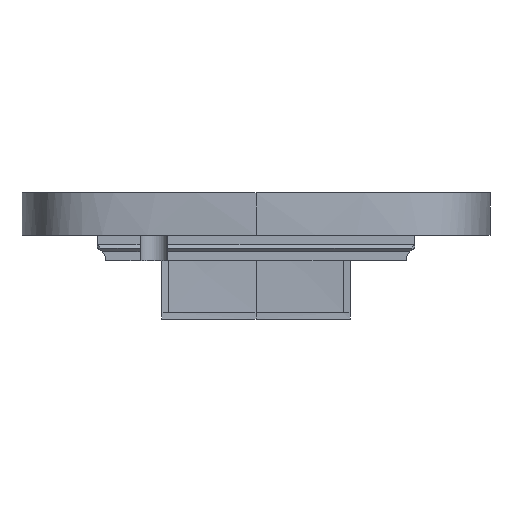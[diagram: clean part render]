
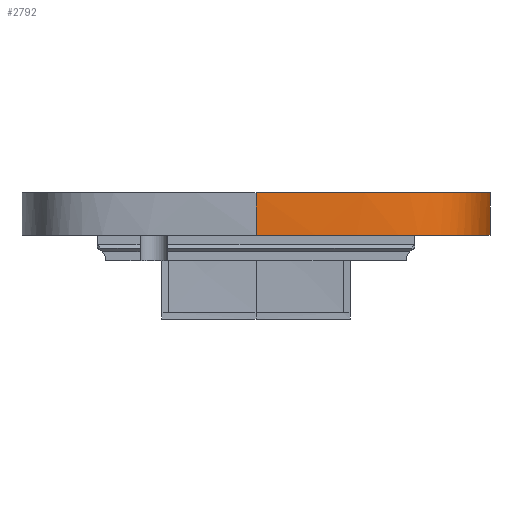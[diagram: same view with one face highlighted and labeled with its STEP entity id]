
A CAD part, front view. The second image highlights one B-rep face of the part: STEP entity #2792.
In plain terms, the highlighted free-form (B-spline) face has degree [2, 1] with [3, 2] control points.
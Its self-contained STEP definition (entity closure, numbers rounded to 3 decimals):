
#33=(
BOUNDED_SURFACE()
B_SPLINE_SURFACE(2,1,((#5079,#5080),(#5081,#5082),(#5083,#5084)),
 .UNSPECIFIED.,.F.,.F.,.F.)
B_SPLINE_SURFACE_WITH_KNOTS((3,3),(2,2),(-9.494,0.),(-0.6,0.4),
 .UNSPECIFIED.)
GEOMETRIC_REPRESENTATION_ITEM()
RATIONAL_B_SPLINE_SURFACE(((1.,1.),(2.333,2.333),
(1.,1.)))
REPRESENTATION_ITEM('')
SURFACE()
);
#96=(
BOUNDED_CURVE()
B_SPLINE_CURVE(2,(#3923,#3924,#3925),.UNSPECIFIED.,.F.,.F.)
B_SPLINE_CURVE_WITH_KNOTS((3,3),(0.,9.494),.UNSPECIFIED.)
CURVE()
GEOMETRIC_REPRESENTATION_ITEM()
RATIONAL_B_SPLINE_CURVE((1.,2.333,1.))
REPRESENTATION_ITEM('')
);
#115=(
BOUNDED_CURVE()
B_SPLINE_CURVE(2,(#4962,#4963,#4964),.UNSPECIFIED.,.F.,.F.)
B_SPLINE_CURVE_WITH_KNOTS((3,3),(-9.494,0.),.UNSPECIFIED.)
CURVE()
GEOMETRIC_REPRESENTATION_ITEM()
RATIONAL_B_SPLINE_CURVE((1.,2.333,1.))
REPRESENTATION_ITEM('')
);
#382=FACE_OUTER_BOUND('',#568,.T.);
#568=EDGE_LOOP('',(#2599,#2600,#2601,#2602));
#921=LINE('',#5078,#1135);
#922=LINE('',#5085,#1136);
#1135=VECTOR('',#3832,10.);
#1136=VECTOR('',#3833,10.);
#1170=VERTEX_POINT('',#3918);
#1171=VERTEX_POINT('',#3922);
#1377=VERTEX_POINT('',#4957);
#1378=VERTEX_POINT('',#4961);
#1437=EDGE_CURVE('',#1170,#1171,#96,.T.);
#1753=EDGE_CURVE('',#1377,#1378,#115,.T.);
#1801=EDGE_CURVE('',#1378,#1170,#921,.T.);
#1802=EDGE_CURVE('',#1171,#1377,#922,.T.);
#2599=ORIENTED_EDGE('',*,*,#1801,.F.);
#2600=ORIENTED_EDGE('',*,*,#1753,.F.);
#2601=ORIENTED_EDGE('',*,*,#1802,.F.);
#2602=ORIENTED_EDGE('',*,*,#1437,.F.);
#2792=ADVANCED_FACE('',(#382),#33,.T.);
#3832=DIRECTION('',(0.,0.,-1.));
#3833=DIRECTION('',(0.,0.,1.));
#3918=CARTESIAN_POINT('',(55.,0.,134.));
#3922=CARTESIAN_POINT('',(0.,-55.,134.));
#3923=CARTESIAN_POINT('Ctrl Pts',(55.,0.,134.));
#3924=CARTESIAN_POINT('Ctrl Pts',(55.,-55.,134.));
#3925=CARTESIAN_POINT('Ctrl Pts',(0.,-55.,134.));
#4957=CARTESIAN_POINT('',(0.,-55.,144.));
#4961=CARTESIAN_POINT('',(55.,0.,144.));
#4962=CARTESIAN_POINT('Ctrl Pts',(0.,-55.,144.));
#4963=CARTESIAN_POINT('Ctrl Pts',(55.,-55.,144.));
#4964=CARTESIAN_POINT('Ctrl Pts',(55.,0.,144.));
#5078=CARTESIAN_POINT('',(55.,0.,140.));
#5079=CARTESIAN_POINT('Ctrl Pts',(0.,-55.,134.));
#5080=CARTESIAN_POINT('Ctrl Pts',(0.,-55.,144.));
#5081=CARTESIAN_POINT('Ctrl Pts',(55.,-55.,134.));
#5082=CARTESIAN_POINT('Ctrl Pts',(55.,-55.,144.));
#5083=CARTESIAN_POINT('Ctrl Pts',(55.,0.,134.));
#5084=CARTESIAN_POINT('Ctrl Pts',(55.,0.,144.));
#5085=CARTESIAN_POINT('',(0.,-55.,140.));
